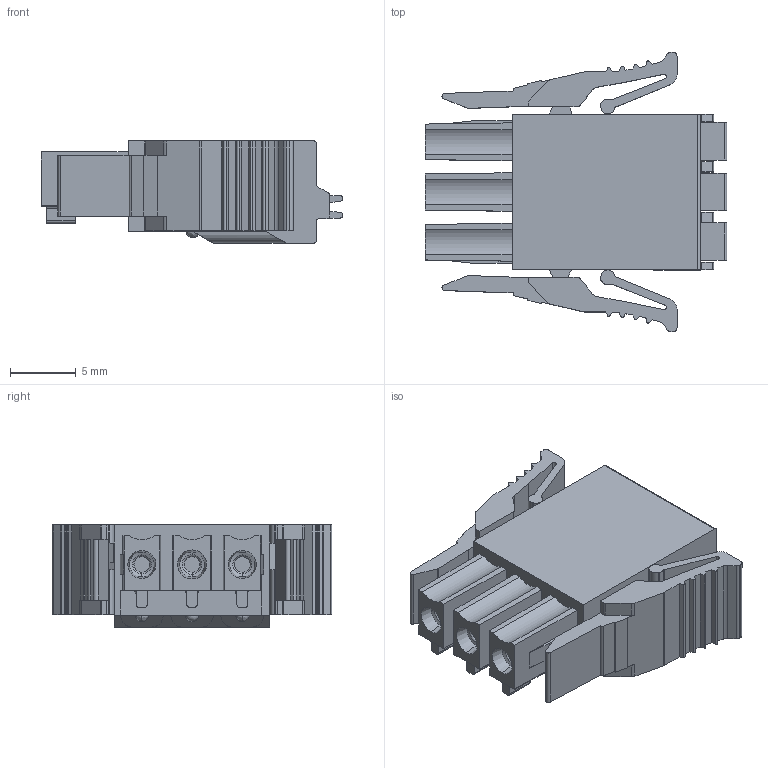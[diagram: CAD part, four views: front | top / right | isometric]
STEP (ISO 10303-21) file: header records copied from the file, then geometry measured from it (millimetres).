
FILE_DESCRIPTION((''),'2;1');
FILE_NAME('TLPSL-107-04P-X','2024-09-24T',('sheji'),(''),'PRO/ENGINEER BY PARAMETRIC TECHNOLOGY CORPORATION, 2015240','PRO/ENGINEER BY PARAMETRIC TECHNOLOGY CORPORATION, 2015240','');
FILE_SCHEMA(('CONFIG_CONTROL_DESIGN'));
Length unit declared in the file: millimetre
Products named in the file (1): TLPSL-107-04P-X
Bounding box: 22.9 x 21.23 x 7.75 mm (x, y, z)
Volume: 1760 mm3; surface area: 2000.1 mm2
Topology: 1 solids, 1 shells, 379 faces, 1092 edges, 732 vertices
Faces by surface type: plane 221, cylinder 126, cone 18, bspline 6, torus 6, sphere 2
Entity records: 12914 total; most frequent: CARTESIAN_POINT 2663, ORIENTED_EDGE 2182, DIRECTION 2135, EDGE_CURVE 1091, VERTEX_POINT 732, VECTOR 721, LINE 721, AXIS2_PLACEMENT_3D 707
